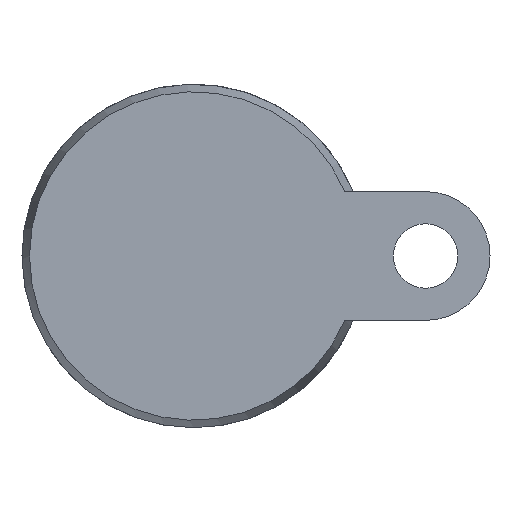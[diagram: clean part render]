
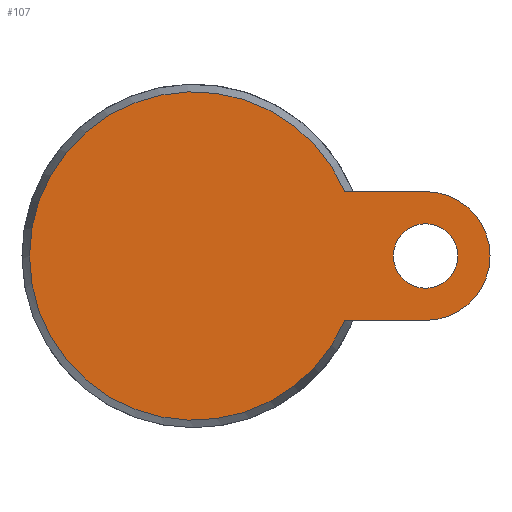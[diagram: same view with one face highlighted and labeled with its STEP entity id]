
A CAD part, front view. The second image highlights one B-rep face of the part: STEP entity #107.
In plain terms, the highlighted planar face has unit normal (0, -1, 0).
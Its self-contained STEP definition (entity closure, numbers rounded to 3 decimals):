
#107 = ADVANCED_FACE( '', ( #243, #244 ), #245, .F. );
#243 = FACE_BOUND( '', #402, .T. );
#244 = FACE_OUTER_BOUND( '', #403, .T. );
#245 = PLANE( '', #404 );
#402 = EDGE_LOOP( '', ( #681 ) );
#403 = EDGE_LOOP( '', ( #682, #683, #684, #685 ) );
#404 = AXIS2_PLACEMENT_3D( '', #686, #687, #688 );
#681 = ORIENTED_EDGE( '', *, *, #957, .T. );
#682 = ORIENTED_EDGE( '', *, *, #873, .F. );
#683 = ORIENTED_EDGE( '', *, *, #878, .T. );
#684 = ORIENTED_EDGE( '', *, *, #958, .F. );
#685 = ORIENTED_EDGE( '', *, *, #959, .F. );
#686 = CARTESIAN_POINT( '', ( 38.25, 0., 0. ) );
#687 = DIRECTION( '', ( 0., 1., 0. ) );
#688 = DIRECTION( '', ( 0., 0., 1. ) );
#873 = EDGE_CURVE( '', #1005, #1007, #1008, .T. );
#878 = EDGE_CURVE( '', #1005, #1013, #1015, .T. );
#957 = EDGE_CURVE( '', #1138, #1138, #1139, .T. );
#958 = EDGE_CURVE( '', #1140, #1013, #1141, .T. );
#959 = EDGE_CURVE( '', #1007, #1140, #1142, .T. );
#1005 = VERTEX_POINT( '', #1195 );
#1007 = VERTEX_POINT( '', #1200 );
#1008 = LINE( '', #1201, #1202 );
#1013 = VERTEX_POINT( '', #1208 );
#1015 = CIRCLE( '', #1213, 38.25 );
#1138 = VERTEX_POINT( '', #1462 );
#1139 = CIRCLE( '', #1463, 7.5 );
#1140 = VERTEX_POINT( '', #1464 );
#1141 = LINE( '', #1465, #1466 );
#1142 = CIRCLE( '', #1467, 15. );
#1195 = CARTESIAN_POINT( '', ( 35.186, 0., 15. ) );
#1200 = CARTESIAN_POINT( '', ( 54., 0., 15. ) );
#1201 = CARTESIAN_POINT( '', ( 0., 0., 15. ) );
#1202 = VECTOR( '', #1560, 1000. );
#1208 = CARTESIAN_POINT( '', ( 35.186, 0., -15. ) );
#1213 = AXIS2_PLACEMENT_3D( '', #1565, #1566, #1567 );
#1462 = CARTESIAN_POINT( '', ( 61.5, 0., 0. ) );
#1463 = AXIS2_PLACEMENT_3D( '', #1658, #1659, #1660 );
#1464 = CARTESIAN_POINT( '', ( 54., 0., -15. ) );
#1465 = CARTESIAN_POINT( '', ( 54., 0., -15. ) );
#1466 = VECTOR( '', #1661, 1000. );
#1467 = AXIS2_PLACEMENT_3D( '', #1662, #1663, #1664 );
#1560 = DIRECTION( '', ( 1., 0., 0. ) );
#1565 = CARTESIAN_POINT( '', ( 0., 0., 0. ) );
#1566 = DIRECTION( '', ( 0., -1., 0. ) );
#1567 = DIRECTION( '', ( 0., 0., -1. ) );
#1658 = CARTESIAN_POINT( '', ( 54., 0., 0. ) );
#1659 = DIRECTION( '', ( 0., 1., 0. ) );
#1660 = DIRECTION( '', ( 1., 0., 0. ) );
#1661 = DIRECTION( '', ( -1., 0., 0. ) );
#1662 = CARTESIAN_POINT( '', ( 54., 0., 0. ) );
#1663 = DIRECTION( '', ( 0., 1., 0. ) );
#1664 = DIRECTION( '', ( 1., 0., 0. ) );
